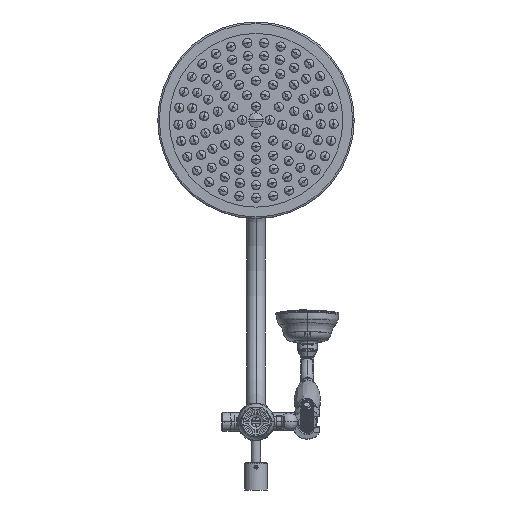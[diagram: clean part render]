
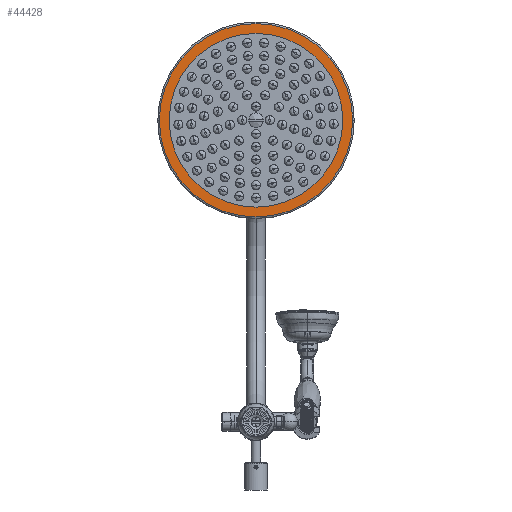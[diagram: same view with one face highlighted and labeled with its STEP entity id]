
A CAD part, front view. The second image highlights one B-rep face of the part: STEP entity #44428.
In plain terms, the highlighted planar face has unit normal (0, -1, 0).
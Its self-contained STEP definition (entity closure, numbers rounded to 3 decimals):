
#25047=CARTESIAN_POINT('',(0.,924.5,330.));
#25048=DIRECTION('',(0.,-1.,0.));
#25049=DIRECTION('',(-1.,0.,0.));
#25050=AXIS2_PLACEMENT_3D('',#25047,#25048,#25049);
#25052=CARTESIAN_POINT('',(0.,924.5,330.));
#25053=DIRECTION('',(0.,-1.,0.));
#25054=DIRECTION('',(1.,0.,0.));
#25055=AXIS2_PLACEMENT_3D('',#25052,#25053,#25054);
#25062=CARTESIAN_POINT('',(0.,924.5,330.));
#25063=DIRECTION('',(0.,-1.,0.));
#25064=DIRECTION('',(1.,0.,0.));
#25065=AXIS2_PLACEMENT_3D('',#25062,#25063,#25064);
#25072=CARTESIAN_POINT('',(0.,924.5,330.));
#25073=DIRECTION('',(0.,1.,0.));
#25074=DIRECTION('',(1.,0.,0.));
#25075=AXIS2_PLACEMENT_3D('',#25072,#25073,#25074);
#41986=CARTESIAN_POINT('',(-95.,924.5,330.));
#41987=CARTESIAN_POINT('',(95.,924.5,330.));
#41988=VERTEX_POINT('',#41986);
#41989=VERTEX_POINT('',#41987);
#43598=CARTESIAN_POINT('',(105.75,924.5,330.));
#43600=VERTEX_POINT('',#43598);
#43602=CARTESIAN_POINT('',(-105.75,924.5,330.));
#43604=VERTEX_POINT('',#43602);
#44412=CARTESIAN_POINT('',(0.,924.5,330.));
#44413=DIRECTION('',(0.,1.,0.));
#44414=DIRECTION('',(1.,0.,0.));
#44415=AXIS2_PLACEMENT_3D('',#44412,#44413,#44414);
#44416=PLANE('',#44415);
#44418=ORIENTED_EDGE('',*,*,#44417,.F.);
#44420=ORIENTED_EDGE('',*,*,#44419,.T.);
#44421=EDGE_LOOP('',(#44418,#44420));
#44422=FACE_OUTER_BOUND('',#44421,.F.);
#44423=ORIENTED_EDGE('',*,*,#44395,.T.);
#44425=ORIENTED_EDGE('',*,*,#44424,.T.);
#44426=EDGE_LOOP('',(#44423,#44425));
#44427=FACE_BOUND('',#44426,.F.);
#44428=ADVANCED_FACE('',(#44422,#44427),#44416,.F.);
#25051=CIRCLE('',#25050,95.);
#25056=CIRCLE('',#25055,95.);
#25066=CIRCLE('',#25065,105.75);
#25076=CIRCLE('',#25075,105.75);
#44395=EDGE_CURVE('',#41988,#41989,#25051,.T.);
#44417=EDGE_CURVE('',#43600,#43604,#25066,.T.);
#44419=EDGE_CURVE('',#43600,#43604,#25076,.T.);
#44424=EDGE_CURVE('',#41989,#41988,#25056,.T.);
